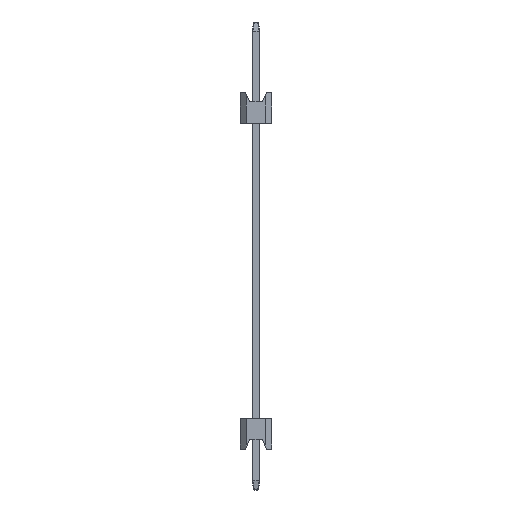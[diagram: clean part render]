
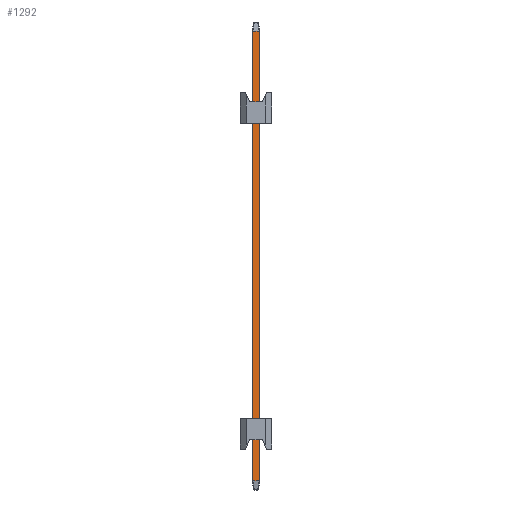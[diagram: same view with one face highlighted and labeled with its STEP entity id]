
A CAD part, left-side view. The second image highlights one B-rep face of the part: STEP entity #1292.
In plain terms, the highlighted planar face has unit normal (-1, 0, 0).
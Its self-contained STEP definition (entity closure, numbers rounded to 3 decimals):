
#222=FACE_OUTER_BOUND('',#286,.T.);
#286=EDGE_LOOP('',(#1031,#1032,#1033,#1034,#1035,#1036,#1037,#1038));
#337=LINE('',#1911,#493);
#346=LINE('',#1929,#502);
#376=LINE('',#1984,#532);
#389=LINE('',#2011,#545);
#392=LINE('',#2017,#548);
#395=LINE('',#2023,#551);
#411=LINE('',#2050,#567);
#412=LINE('',#2052,#568);
#493=VECTOR('',#1527,10.);
#502=VECTOR('',#1540,10.);
#532=VECTOR('',#1590,10.);
#545=VECTOR('',#1611,10.);
#548=VECTOR('',#1616,10.);
#551=VECTOR('',#1621,10.);
#567=VECTOR('',#1655,10.);
#568=VECTOR('',#1658,10.);
#647=VERTEX_POINT('',#1909);
#648=VERTEX_POINT('',#1910);
#655=VERTEX_POINT('',#1927);
#669=VERTEX_POINT('',#1979);
#677=VERTEX_POINT('',#2003);
#680=VERTEX_POINT('',#2009);
#682=VERTEX_POINT('',#2015);
#684=VERTEX_POINT('',#2021);
#745=EDGE_CURVE('',#647,#648,#337,.T.);
#754=EDGE_CURVE('',#655,#647,#346,.T.);
#784=EDGE_CURVE('',#648,#669,#376,.T.);
#797=EDGE_CURVE('',#680,#677,#389,.T.);
#800=EDGE_CURVE('',#682,#680,#392,.T.);
#803=EDGE_CURVE('',#684,#682,#395,.T.);
#819=EDGE_CURVE('',#677,#655,#411,.T.);
#820=EDGE_CURVE('',#669,#684,#412,.T.);
#1031=ORIENTED_EDGE('',*,*,#784,.F.);
#1032=ORIENTED_EDGE('',*,*,#745,.F.);
#1033=ORIENTED_EDGE('',*,*,#754,.F.);
#1034=ORIENTED_EDGE('',*,*,#819,.F.);
#1035=ORIENTED_EDGE('',*,*,#797,.F.);
#1036=ORIENTED_EDGE('',*,*,#800,.F.);
#1037=ORIENTED_EDGE('',*,*,#803,.F.);
#1038=ORIENTED_EDGE('',*,*,#820,.F.);
#1228=PLANE('',#1419);
#1292=ADVANCED_FACE('',(#222),#1228,.T.);
#1419=AXIS2_PLACEMENT_3D('',#2051,#1656,#1657);
#1527=DIRECTION('',(0.,0.,-1.));
#1540=DIRECTION('',(0.,-0.371,-0.928));
#1590=DIRECTION('',(0.,0.371,-0.928));
#1611=DIRECTION('',(0.,-0.371,0.928));
#1616=DIRECTION('',(0.,0.,1.));
#1621=DIRECTION('',(0.,0.371,0.928));
#1655=DIRECTION('',(0.,-1.,0.));
#1656=DIRECTION('center_axis',(-1.,0.,0.));
#1657=DIRECTION('ref_axis',(0.,-1.,0.));
#1658=DIRECTION('',(0.,1.,0.));
#1909=CARTESIAN_POINT('',(-0.32,-0.27,33.748));
#1910=CARTESIAN_POINT('',(-0.32,-0.27,-2.548));
#1911=CARTESIAN_POINT('',(-0.32,-0.27,0.));
#1927=CARTESIAN_POINT('',(-0.32,-0.269,33.75));
#1929=CARTESIAN_POINT('',(-0.32,-5.973,19.491));
#1979=CARTESIAN_POINT('',(-0.32,-0.269,-2.55));
#1984=CARTESIAN_POINT('',(-0.32,-0.593,-1.739));
#2003=CARTESIAN_POINT('',(-0.32,0.269,33.75));
#2009=CARTESIAN_POINT('',(-0.32,0.27,33.748));
#2011=CARTESIAN_POINT('',(-0.32,6.017,19.381));
#2015=CARTESIAN_POINT('',(-0.32,0.27,-2.548));
#2017=CARTESIAN_POINT('',(-0.32,0.27,0.));
#2021=CARTESIAN_POINT('',(-0.32,0.269,-2.55));
#2023=CARTESIAN_POINT('',(-0.32,0.637,-1.629));
#2050=CARTESIAN_POINT('',(-0.32,0.16,33.75));
#2051=CARTESIAN_POINT('Origin',(-0.32,0.32,0.));
#2052=CARTESIAN_POINT('',(-0.32,0.16,-2.55));
